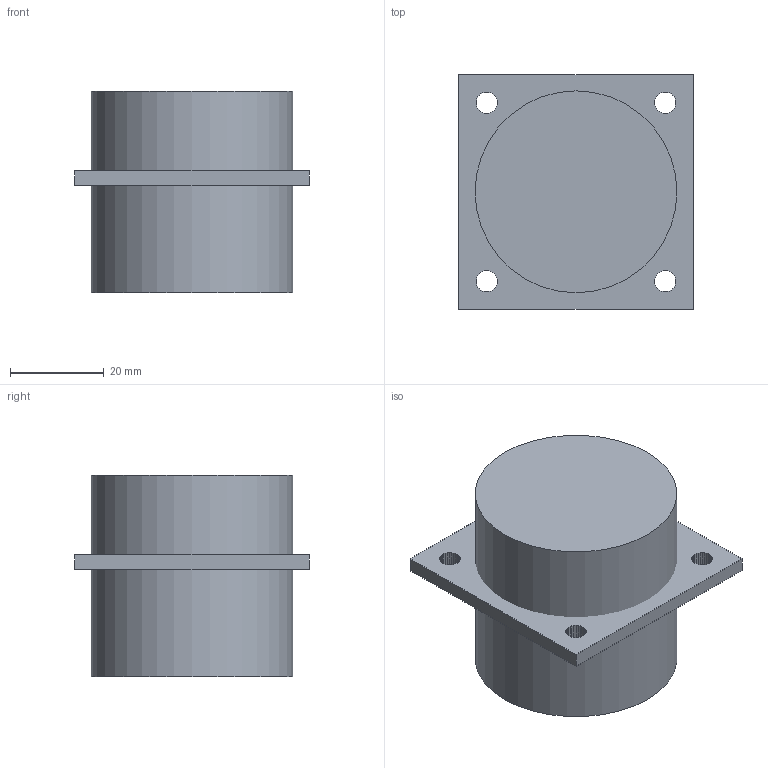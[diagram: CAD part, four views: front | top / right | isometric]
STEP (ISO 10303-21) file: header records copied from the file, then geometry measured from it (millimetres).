
FILE_DESCRIPTION(('Open CASCADE Model'),'2;1');
FILE_NAME('Open CASCADE Shape Model','2013-03-15T15:41:47',('Author'),( 'Open CASCADE'),'Open CASCADE STEP processor 6.2','Open CASCADE 6.2' ,'Unknown');
FILE_SCHEMA(('AUTOMOTIVE_DESIGN { 1 0 10303 214 1 1 1 1 }'));
Length unit declared in the file: millimetre
Products named in the file (5): PCB; Board; Free-Models; 602703656; Cylinder
Assembly tree (4 placements, depth 4):
  PCB
    Board
    Free-Models
      602703656
        Cylinder
Bounding box: 50 x 50 x 43 mm (x, y, z)
Volume: 69926.4 mm3; surface area: 14374 mm2
Topology: 2 solids, 2 shells, 137 faces, 399 edges, 266 vertices
Faces by surface type: plane 136, cylinder 1
Full cylindrical faces by diameter (mm): 43 x1
Entity records: 9744 total; most frequent: CARTESIAN_POINT 1619, DIRECTION 1479, LINE 1191, VECTOR 1191, ORIENTED_EDGE 798, PCURVE 798, DEFINITIONAL_REPRESENTATION 798, EDGE_CURVE 399
